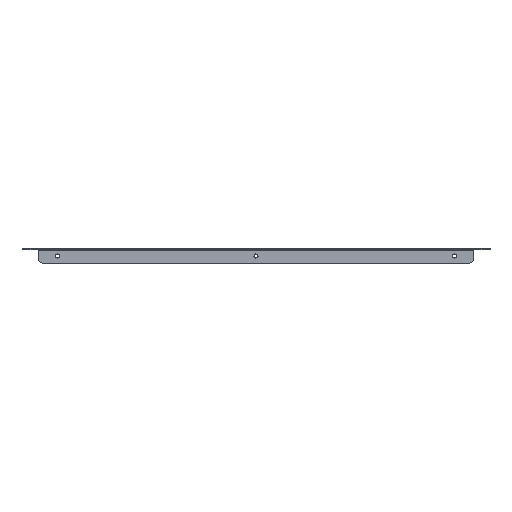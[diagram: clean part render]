
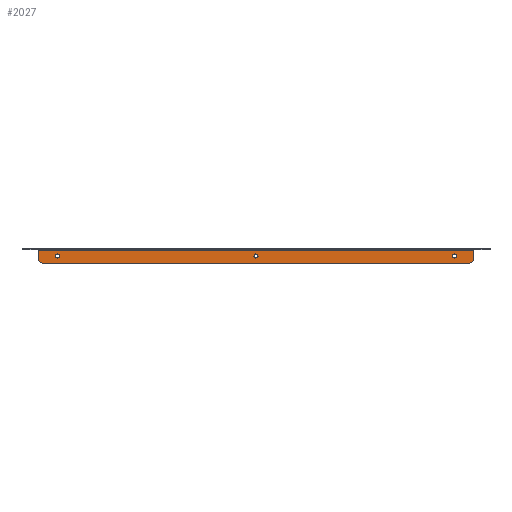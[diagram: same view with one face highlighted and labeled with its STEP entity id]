
A CAD part, front view. The second image highlights one B-rep face of the part: STEP entity #2027.
In plain terms, the highlighted planar face has unit normal (0, -1, 0).
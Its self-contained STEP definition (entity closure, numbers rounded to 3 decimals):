
#29 = EDGE_CURVE ( 'NONE', #882, #882, #1366, .T. ) ;
#48 = DIRECTION ( 'NONE',  ( 1., 0., 0. ) ) ;
#62 = EDGE_CURVE ( 'NONE', #2201, #2385, #1310, .T. ) ;
#78 = EDGE_CURVE ( 'NONE', #1917, #446, #822, .T. ) ;
#119 = FACE_OUTER_BOUND ( 'NONE', #2280, .T. ) ;
#168 = DIRECTION ( 'NONE',  ( 0., 1., 0. ) ) ;
#171 = EDGE_CURVE ( 'NONE', #1917, #2201, #1226, .T. ) ;
#177 = CARTESIAN_POINT ( 'NONE',  ( 0., -249.8, 0. ) ) ;
#181 = ORIENTED_EDGE ( 'NONE', *, *, #381, .T. ) ;
#192 = CARTESIAN_POINT ( 'NONE',  ( 221.25, -249.8, -15. ) ) ;
#196 = DIRECTION ( 'NONE',  ( 0., -1., 0. ) ) ;
#205 = CIRCLE ( 'NONE', #2394, 2.1 ) ;
#218 = CARTESIAN_POINT ( 'NONE',  ( -226.25, -249.8, -10. ) ) ;
#260 = VERTEX_POINT ( 'NONE', #1375 ) ;
#346 = EDGE_LOOP ( 'NONE', ( #1781 ) ) ;
#381 = EDGE_CURVE ( 'NONE', #2002, #2002, #1810, .T. ) ;
#438 = DIRECTION ( 'NONE',  ( 0., 0., -1. ) ) ;
#446 = VERTEX_POINT ( 'NONE', #1594 ) ;
#469 = LINE ( 'NONE', #1825, #1691 ) ;
#550 = DIRECTION ( 'NONE',  ( 0., 0., 1. ) ) ;
#565 = DIRECTION ( 'NONE',  ( 0., 0., 1. ) ) ;
#588 = CARTESIAN_POINT ( 'NONE',  ( 0., -249.8, -7.5 ) ) ;
#659 = CARTESIAN_POINT ( 'NONE',  ( -226.25, -249.8, -0.919 ) ) ;
#744 = DIRECTION ( 'NONE',  ( 0., 1., 0. ) ) ;
#774 = CARTESIAN_POINT ( 'NONE',  ( -221.25, -249.8, -10. ) ) ;
#776 = CARTESIAN_POINT ( 'NONE',  ( 226.25, -249.8, -10. ) ) ;
#790 = VERTEX_POINT ( 'NONE', #776 ) ;
#822 = LINE ( 'NONE', #1119, #1017 ) ;
#876 = ORIENTED_EDGE ( 'NONE', *, *, #29, .T. ) ;
#882 = VERTEX_POINT ( 'NONE', #1728 ) ;
#932 = ORIENTED_EDGE ( 'NONE', *, *, #62, .T. ) ;
#942 = CARTESIAN_POINT ( 'NONE',  ( 221.25, -249.8, -10. ) ) ;
#951 = CARTESIAN_POINT ( 'NONE',  ( 206.25, -249.8, -7.5 ) ) ;
#962 = AXIS2_PLACEMENT_3D ( 'NONE', #177, #168, #1253 ) ;
#975 = ORIENTED_EDGE ( 'NONE', *, *, #171, .T. ) ;
#1017 = VECTOR ( 'NONE', #48, 1000. ) ;
#1059 = CARTESIAN_POINT ( 'NONE',  ( 0., -249.8, -15. ) ) ;
#1087 = EDGE_CURVE ( 'NONE', #790, #446, #469, .T. ) ;
#1119 = CARTESIAN_POINT ( 'NONE',  ( -228.796, -249.8, -0.919 ) ) ;
#1162 = VERTEX_POINT ( 'NONE', #192 ) ;
#1226 = LINE ( 'NONE', #2119, #1731 ) ;
#1235 = DIRECTION ( 'NONE',  ( 0., 1., 0. ) ) ;
#1239 = EDGE_LOOP ( 'NONE', ( #181 ) ) ;
#1253 = DIRECTION ( 'NONE',  ( 0., 0., 1. ) ) ;
#1295 = FACE_BOUND ( 'NONE', #1239, .T. ) ;
#1310 = CIRCLE ( 'NONE', #1698, 5. ) ;
#1315 = DIRECTION ( 'NONE',  ( 0., 0., 1. ) ) ;
#1362 = ORIENTED_EDGE ( 'NONE', *, *, #2183, .T. ) ;
#1366 = CIRCLE ( 'NONE', #1941, 2.1 ) ;
#1375 = CARTESIAN_POINT ( 'NONE',  ( 0., -249.8, -5.4 ) ) ;
#1396 = ORIENTED_EDGE ( 'NONE', *, *, #2057, .T. ) ;
#1411 = VECTOR ( 'NONE', #2408, 1000. ) ;
#1461 = PLANE ( 'NONE',  #962 ) ;
#1560 = EDGE_LOOP ( 'NONE', ( #876 ) ) ;
#1594 = CARTESIAN_POINT ( 'NONE',  ( 226.25, -249.8, -0.919 ) ) ;
#1662 = ORIENTED_EDGE ( 'NONE', *, *, #1087, .T. ) ;
#1679 = DIRECTION ( 'NONE',  ( 0., 0., 1. ) ) ;
#1691 = VECTOR ( 'NONE', #1847, 1000. ) ;
#1698 = AXIS2_PLACEMENT_3D ( 'NONE', #774, #2069, #565 ) ;
#1711 = AXIS2_PLACEMENT_3D ( 'NONE', #2175, #1235, #2185 ) ;
#1728 = CARTESIAN_POINT ( 'NONE',  ( 206.25, -249.8, -5.4 ) ) ;
#1731 = VECTOR ( 'NONE', #438, 1000. ) ;
#1745 = LINE ( 'NONE', #1059, #1411 ) ;
#1781 = ORIENTED_EDGE ( 'NONE', *, *, #2164, .T. ) ;
#1810 = CIRCLE ( 'NONE', #1711, 2.1 ) ;
#1825 = CARTESIAN_POINT ( 'NONE',  ( 226.25, -249.8, 0. ) ) ;
#1828 = CIRCLE ( 'NONE', #1849, 5. ) ;
#1847 = DIRECTION ( 'NONE',  ( 0., 0., 1. ) ) ;
#1849 = AXIS2_PLACEMENT_3D ( 'NONE', #942, #196, #550 ) ;
#1886 = DIRECTION ( 'NONE',  ( 0., 1., 0. ) ) ;
#1917 = VERTEX_POINT ( 'NONE', #659 ) ;
#1941 = AXIS2_PLACEMENT_3D ( 'NONE', #951, #1886, #1679 ) ;
#1976 = FACE_BOUND ( 'NONE', #346, .T. ) ;
#2002 = VERTEX_POINT ( 'NONE', #2296 ) ;
#2027 = ADVANCED_FACE ( 'NONE', ( #1295, #1976, #2330, #119 ), #1461, .F. ) ;
#2057 = EDGE_CURVE ( 'NONE', #2385, #1162, #1745, .T. ) ;
#2069 = DIRECTION ( 'NONE',  ( 0., -1., 0. ) ) ;
#2096 = CARTESIAN_POINT ( 'NONE',  ( -221.25, -249.8, -15. ) ) ;
#2119 = CARTESIAN_POINT ( 'NONE',  ( -226.25, -249.8, 0. ) ) ;
#2151 = ORIENTED_EDGE ( 'NONE', *, *, #78, .F. ) ;
#2164 = EDGE_CURVE ( 'NONE', #260, #260, #205, .T. ) ;
#2175 = CARTESIAN_POINT ( 'NONE',  ( -206.25, -249.8, -7.5 ) ) ;
#2183 = EDGE_CURVE ( 'NONE', #1162, #790, #1828, .T. ) ;
#2185 = DIRECTION ( 'NONE',  ( 0., 0., 1. ) ) ;
#2201 = VERTEX_POINT ( 'NONE', #218 ) ;
#2280 = EDGE_LOOP ( 'NONE', ( #975, #932, #1396, #1362, #1662, #2151 ) ) ;
#2296 = CARTESIAN_POINT ( 'NONE',  ( -206.25, -249.8, -5.4 ) ) ;
#2330 = FACE_BOUND ( 'NONE', #1560, .T. ) ;
#2385 = VERTEX_POINT ( 'NONE', #2096 ) ;
#2394 = AXIS2_PLACEMENT_3D ( 'NONE', #588, #744, #1315 ) ;
#2408 = DIRECTION ( 'NONE',  ( 1., 0., 0. ) ) ;
